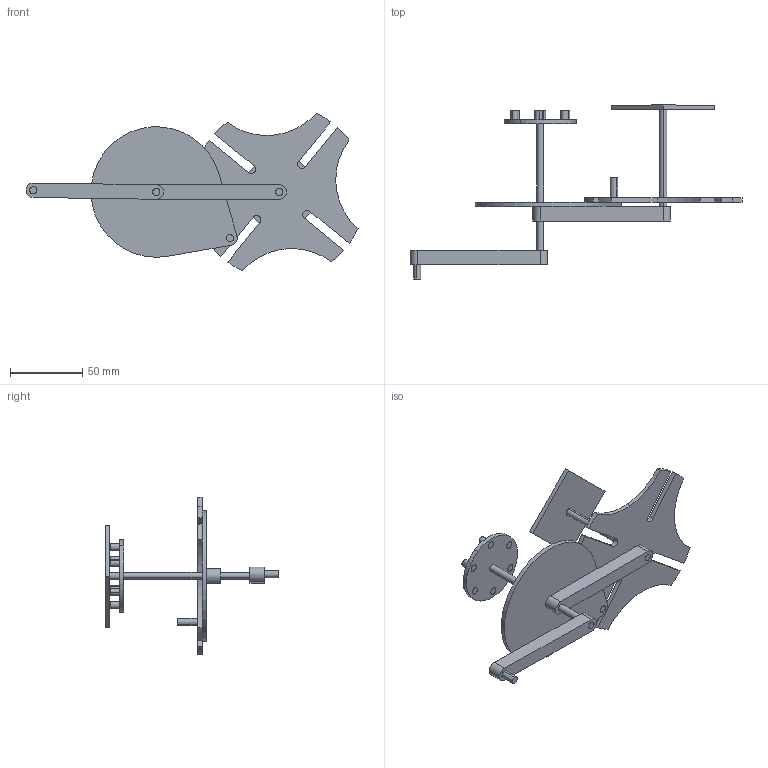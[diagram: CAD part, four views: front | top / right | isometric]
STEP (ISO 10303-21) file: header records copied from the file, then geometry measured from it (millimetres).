
FILE_DESCRIPTION (( 'STEP AP203' ), '1' );
FILE_NAME ('組合件3.STEP', '2024-10-30T17:11:43', ( '' ), ( '' ), 'SwSTEP 2.0', 'SolidWorks 2024', '' );
FILE_SCHEMA (( 'CONFIG_CONTROL_DESIGN' ));
Length unit declared in the file: millimetre
Products named in the file (12): 棒子; 固定1; 組合件3; 日內瓦; 副軸; 旋轉棒子; 銷; 銷輪座; 固定2; 銷輪1; 日內瓦曲柄; 日內瓦物品
Assembly tree (17 placements, depth 3):
  組合件3
    固定1
    旋轉棒子  x2
    棒子
    日內瓦曲柄
    銷輪1
      銷輪座
      銷  x6
    日內瓦
    固定2
    副軸
    日內瓦物品
Bounding box: 229.03 x 120 x 108.66 mm (x, y, z)
Volume: 77489.6 mm3; surface area: 53689 mm2
Topology: 16 solids, 16 shells, 128 faces, 288 edges, 192 vertices
Faces by surface type: cylinder 78, plane 50
Entity records: 4650 total; most frequent: DIRECTION 634, CARTESIAN_POINT 545, ORIENTED_EDGE 504, AXIS2_PLACEMENT_3D 257, EDGE_CURVE 252, VERTEX_POINT 168, EDGE_LOOP 134, CIRCLE 132
